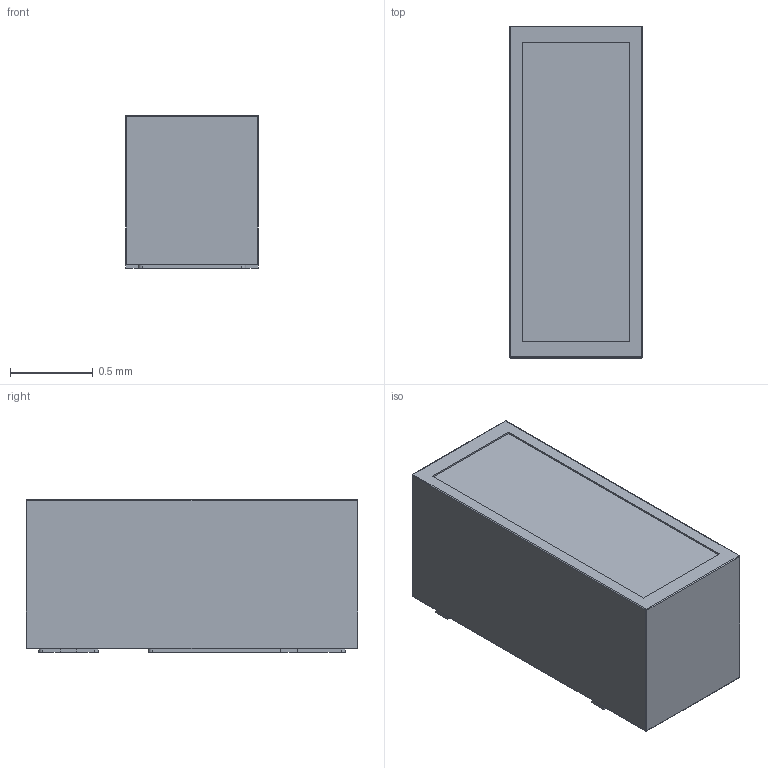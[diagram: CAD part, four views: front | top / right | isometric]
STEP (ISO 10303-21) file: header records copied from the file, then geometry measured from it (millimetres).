
FILE_DESCRIPTION (( 'STEP AP214' ), '1' );
FILE_NAME ('User Library-CLL600.STEP', '2021-03-11T01:34:55', ( '' ), ( '' ), 'SwSTEP 2.0', 'SolidWorks 2020', '' );
FILE_SCHEMA (( 'AUTOMOTIVE_DESIGN' ));
Length unit declared in the file: millimetre
Products named in the file (1): User Library-CLL600
Bounding box: 0.8 x 2 x 0.92 mm (x, y, z)
Volume: 1.4 mm3; surface area: 8.4 mm2
Topology: 1 solids, 1 shells, 67 faces, 176 edges, 104 vertices
Faces by surface type: plane 39, cylinder 20, sphere 8
Entity records: 2529 total; most frequent: DIRECTION 352, CARTESIAN_POINT 340, ORIENTED_EDGE 336, EDGE_CURVE 168, LINE 120, VECTOR 120, AXIS2_PLACEMENT_3D 116, VERTEX_POINT 104
